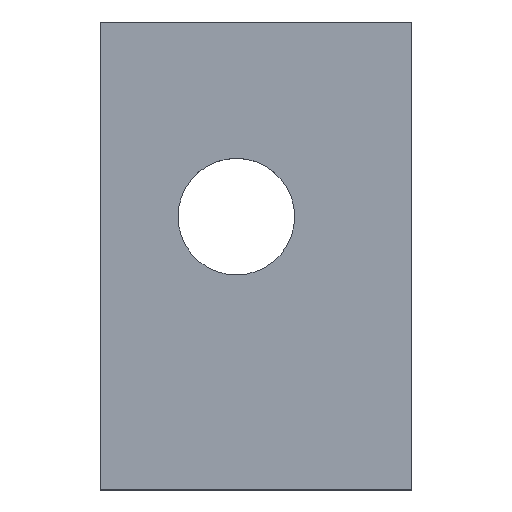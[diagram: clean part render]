
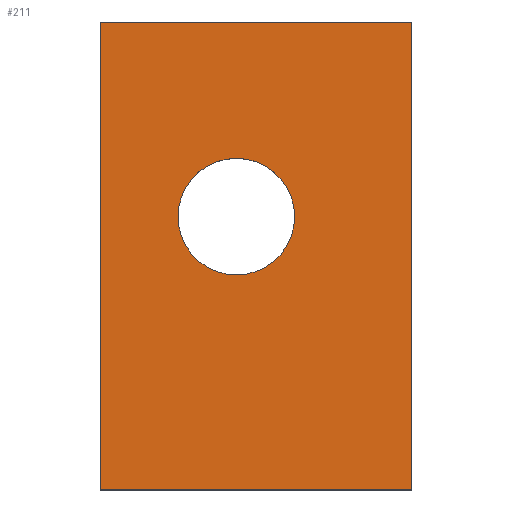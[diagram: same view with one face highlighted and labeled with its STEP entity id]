
A CAD part, top view. The second image highlights one B-rep face of the part: STEP entity #211.
In plain terms, the highlighted planar face has unit normal (0, 0, 1).
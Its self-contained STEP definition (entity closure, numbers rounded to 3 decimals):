
#58=DIRECTION('',(0.,-1.,0.));
#59=VECTOR('',#58,76.2);
#60=CARTESIAN_POINT('',(-25.4,38.1,10.));
#61=LINE('49',#60,#59);
#62=DIRECTION('',(-1.,0.,0.));
#63=VECTOR('',#62,50.8);
#64=CARTESIAN_POINT('',(25.4,38.1,10.));
#65=LINE('52',#64,#63);
#66=DIRECTION('',(0.,1.,0.));
#67=VECTOR('',#66,76.2);
#68=CARTESIAN_POINT('',(25.4,-38.1,10.));
#69=LINE('51',#68,#67);
#70=DIRECTION('',(1.,0.,0.));
#71=VECTOR('',#70,50.8);
#72=CARTESIAN_POINT('',(-25.4,-38.1,10.));
#73=LINE('50',#72,#71);
#74=CARTESIAN_POINT('',(-3.2,6.4,10.));
#75=DIRECTION('',(0.,0.,-1.));
#76=DIRECTION('',(-1.,0.,0.));
#77=AXIS2_PLACEMENT_3D('',#74,#75,#76);
#79=CARTESIAN_POINT('',(-3.2,6.4,10.));
#80=DIRECTION('',(0.,0.,-1.));
#81=DIRECTION('',(1.,0.,0.));
#82=AXIS2_PLACEMENT_3D('',#79,#80,#81);
#100=CARTESIAN_POINT('',(-25.4,38.1,10.));
#101=CARTESIAN_POINT('',(-25.4,-38.1,10.));
#102=VERTEX_POINT('VP5',#100);
#103=VERTEX_POINT('VP6',#101);
#104=CARTESIAN_POINT('',(25.4,-38.1,10.));
#105=VERTEX_POINT('VP7',#104);
#106=CARTESIAN_POINT('',(25.4,38.1,10.));
#107=VERTEX_POINT('VP8',#106);
#112=CARTESIAN_POINT('',(-12.7,6.4,10.));
#113=CARTESIAN_POINT('',(6.3,6.4,10.));
#114=VERTEX_POINT('VP11',#112);
#115=VERTEX_POINT('VP12',#113);
#194=CARTESIAN_POINT('',(0.,0.,10.));
#195=DIRECTION('',(0.,0.,1.));
#196=DIRECTION('',(1.,0.,0.));
#197=AXIS2_PLACEMENT_3D('',#194,#195,#196);
#198=PLANE('48',#197);
#199=ORIENTED_EDGE('49',*,*,#146,.F.);
#200=ORIENTED_EDGE('52',*,*,#161,.F.);
#201=ORIENTED_EDGE('51',*,*,#175,.F.);
#202=ORIENTED_EDGE('50',*,*,#188,.F.);
#203=EDGE_LOOP('48',(#199,#200,#201,#202));
#204=FACE_OUTER_BOUND('48',#203,.F.);
#206=ORIENTED_EDGE('83',*,*,#205,.F.);
#208=ORIENTED_EDGE('84',*,*,#207,.F.);
#209=EDGE_LOOP('48',(#206,#208));
#210=FACE_BOUND('48',#209,.F.);
#78=CIRCLE('83',#77,9.5);
#83=CIRCLE('84',#82,9.5);
#146=EDGE_CURVE('EC49',#102,#103,#61,.T.);
#161=EDGE_CURVE('EC52',#107,#102,#65,.T.);
#175=EDGE_CURVE('EC51',#105,#107,#69,.T.);
#188=EDGE_CURVE('EC50',#103,#105,#73,.T.);
#205=EDGE_CURVE('EC83',#114,#115,#78,.T.);
#207=EDGE_CURVE('EC84',#115,#114,#83,.T.);
#211=ADVANCED_FACE('AF48',(#204,#210),#198,.T.);
